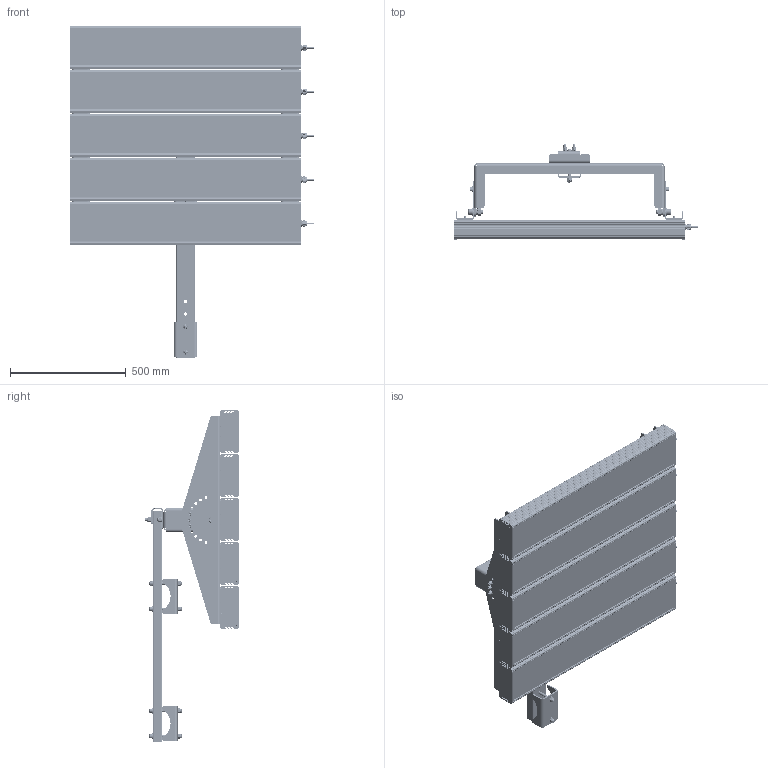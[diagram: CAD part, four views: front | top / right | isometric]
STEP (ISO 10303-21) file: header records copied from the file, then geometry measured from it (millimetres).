
FILE_DESCRIPTION(('STEP AP214'), '1');
FILE_NAME('001.0084.24.000 - ÃÑÓ Ýêñòðà Ì 1000 (5õ200)', '2023-12-14T09:34:53', ('Åâãåíèé'), ('ÎÊÁ Ñâîé Ñòèëü'), 'C3D Converter', 'C3D Toolkit', '');
FILE_SCHEMA(('AUTOMOTIVE_DESIGN { 1 0 10303 214 3 1 1}'));
Length unit declared in the file: millimetre
Products named in the file (49): 001.0084.24.000; 001.0056.04.000; 001.0054.01.001.х5; 001.0054.01.001.х5-01; 001.0056.04.001; 001.0056.01.000; 001.0056.01.001; ТрП 80х40х3.1000.01; 001.0056.00.002
Assembly tree (177 placements, depth 4):
  001.0084.24.000
    (unnamed)  x5
      (unnamed)
      (unnamed)
      (unnamed)
      (unnamed)
      (unnamed)
      (unnamed)
      (unnamed)
      (unnamed)
      (unnamed)
        (unnamed)
      (unnamed)
        (unnamed)
        (unnamed)  x13
        (unnamed)
        (unnamed)
        (unnamed)
        (unnamed)
        (unnamed)
        (unnamed)
        (unnamed)
    001.0056.04.000
      001.0054.01.001.х5
      001.0054.01.001.х5-01
      (unnamed)  x5
      (unnamed)  x5
      (unnamed)  x5
      (unnamed)  x5
      (unnamed)  x5
      (unnamed)  x5
      001.0056.04.001
      001.0056.01.000
        001.0056.01.001
        ТрП 80х40х3.1000.01
      (unnamed)  x4
      (unnamed)  x2
      (unnamed)  x12
      (unnamed)  x6
      (unnamed)  x6
      (unnamed)  x2
      (unnamed)  x2
      (unnamed)  x6
      (unnamed)  x16
      001.0056.00.002  x2
      (unnamed)  x2
      (unnamed)  x2
      (unnamed)  x8
      (unnamed)  x4
Bounding box: 1056.43 x 410.16 x 1434.5 mm (x, y, z)
Volume: 19406594.8 mm3; surface area: 13246038.4 mm2
Topology: 3409 solids, 3409 shells, 35432 faces, 82851 edges, 55261 vertices
Faces by surface type: plane 24602, cylinder 9456, cone 760, bspline 425, sphere 100, torus 89
Full cylindrical faces by diameter (mm): 1 x100, 2 x200, 2.5 x400, 2.8 x2500, 3.2 x100, 3.5 x500, 4 x60, 4.917 x10, 6 x10, 6.4 x10, 6.75 x10, 8 x66, 8.376 x6, 10 x24, 10.106 x8, 11 x22, 12 x41, 12.5 x5, 13 x8, 13.5 x16, 14 x40, 15.294 x2, 16 x11, 18 x18, 18.5 x15, 20 x21, 22 x4, 23.5 x5, 24 x16, 27 x2
Entity records: 123330 total; most frequent: CARTESIAN_POINT 49953, DIRECTION 11932, ORIENTED_EDGE 10944, EDGE_CURVE 5472, AXIS2_PLACEMENT_3D 4384, VERTEX_POINT 3756, LINE 3164, VECTOR 3164
